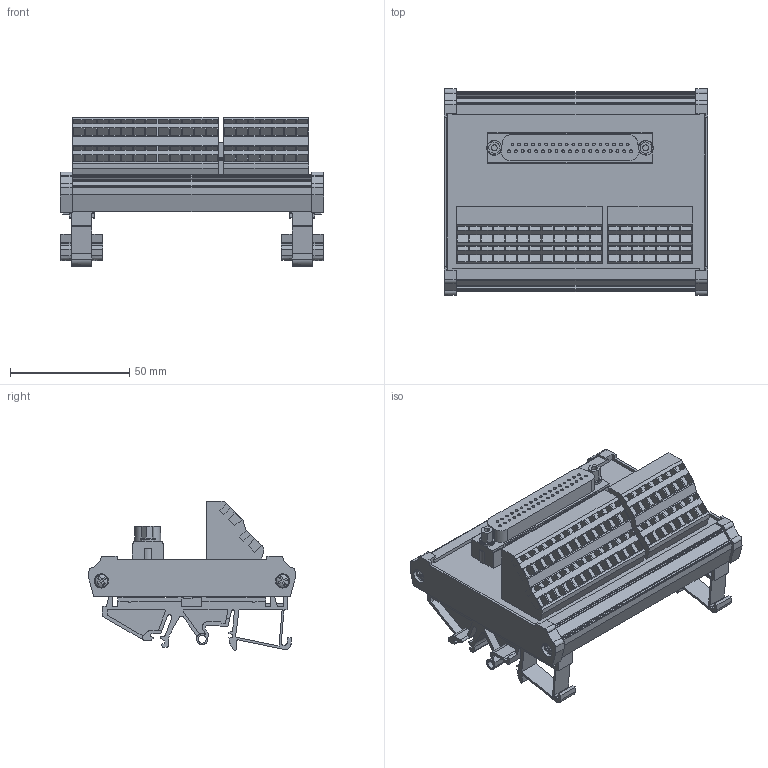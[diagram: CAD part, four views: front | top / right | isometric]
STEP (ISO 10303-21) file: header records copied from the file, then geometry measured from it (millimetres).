
FILE_DESCRIPTION(('CATIA V5R22 STEP214','CAx-IF Rec.Pracs.--- Model Styling and Organization---1.4--- 2014-01-23'),'2;1');
FILE_NAME ('032164-1_0', '2021-09-20T15:20:53+00:00', ('Weidmueller Interface'), ('Weidmueller'), 'CATIA Version 5-6 Release 2016 SP3 HF44', 'CATIA V5 STEP AP214', 'none');
FILE_SCHEMA(('AUTOMOTIVE_DESIGN { 1 0 10303 214 1 1 1 1 }'));
Products named in the file (1): 8537250000_RS SD37 BZ
Bounding box: 110.5 x 86.4 x 62.65 mm (x, y, z)
Volume: 110675.1 mm3; surface area: 86796.6 mm2
Topology: 1 solids, 8 shells, 1737 faces, 4846 edges, 3193 vertices
Faces by surface type: plane 1293, cylinder 369, bspline 53, torus 14, sphere 8
Entity records: 59464 total; most frequent: CARTESIAN_POINT 13930, ORIENTED_EDGE 9692, DIRECTION 7768, EDGE_CURVE 4846, VECTOR 3739, LINE 3739, VERTEX_POINT 3193, AXIS2_PLACEMENT_3D 2348
